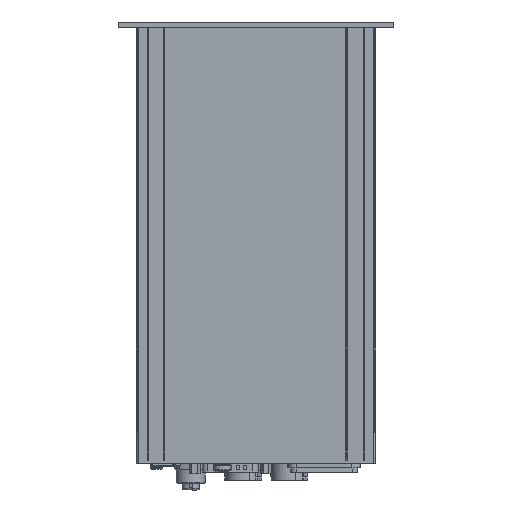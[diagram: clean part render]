
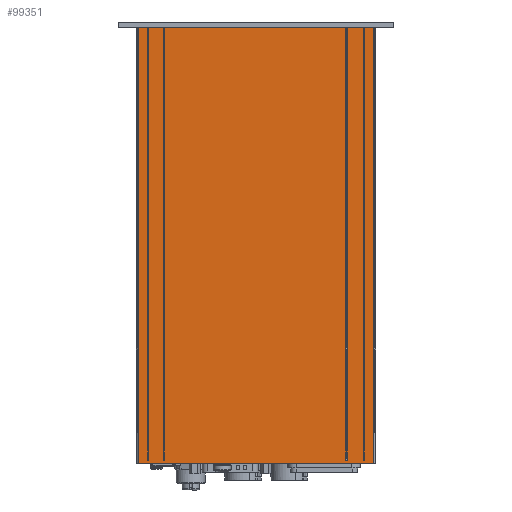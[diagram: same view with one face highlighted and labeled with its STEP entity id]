
A CAD part, left-side view. The second image highlights one B-rep face of the part: STEP entity #99351.
In plain terms, the highlighted planar face has unit normal (-1, 0, 0).
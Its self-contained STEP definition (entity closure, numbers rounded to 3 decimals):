
#2606=LINE('',#135427,#12515);
#2610=LINE('',#135435,#12519);
#2614=LINE('',#135443,#12523);
#3486=LINE('',#137642,#13395);
#3574=LINE('',#137838,#13483);
#3589=LINE('',#137883,#13498);
#3591=LINE('',#137886,#13500);
#3593=LINE('',#137889,#13502);
#3607=LINE('',#137909,#13516);
#3609=LINE('',#137912,#13518);
#3612=LINE('',#137918,#13521);
#3696=LINE('',#138362,#13605);
#3733=LINE('',#138486,#13642);
#4406=LINE('',#140380,#14315);
#6866=LINE('',#157310,#16775);
#6872=LINE('',#157322,#16781);
#8052=LINE('',#163482,#17961);
#8053=LINE('',#163483,#17962);
#8054=LINE('',#163484,#17963);
#8055=LINE('',#163485,#17964);
#12515=VECTOR('',#110260,202.);
#12519=VECTOR('',#110266,202.);
#12523=VECTOR('',#110272,203.5);
#13395=VECTOR('',#112232,202.);
#13483=VECTOR('',#112400,202.);
#13498=VECTOR('',#112433,84.85);
#13500=VECTOR('',#112435,7.6);
#13502=VECTOR('',#112437,4.3);
#13516=VECTOR('',#112451,4.3);
#13518=VECTOR('',#112453,6.75);
#13521=VECTOR('',#112458,202.);
#13605=VECTOR('',#112906,0.5);
#13642=VECTOR('',#112995,0.5);
#14315=VECTOR('',#114492,109.6);
#16775=VECTOR('',#120052,0.4);
#16781=VECTOR('',#120064,0.4);
#17961=VECTOR('',#123562,202.);
#17962=VECTOR('',#123563,203.5);
#17963=VECTOR('',#123564,202.);
#17964=VECTOR('',#123565,202.);
#26487=FACE_OUTER_BOUND('',#31688,.T.);
#31688=EDGE_LOOP('',(#76578,#76579,#76580,#76581,#76582,#76583,#76584,#76585,
#76586,#76587,#76588,#76589,#76590,#76591,#76592,#76593,#76594,#76595,#76596,
#76597));
#37575=VERTEX_POINT('',#135424);
#37576=VERTEX_POINT('',#135426);
#37578=VERTEX_POINT('',#135432);
#37579=VERTEX_POINT('',#135434);
#37581=VERTEX_POINT('',#135440);
#37582=VERTEX_POINT('',#135442);
#38266=VERTEX_POINT('',#137639);
#38267=VERTEX_POINT('',#137641);
#38322=VERTEX_POINT('',#137835);
#38323=VERTEX_POINT('',#137837);
#38344=VERTEX_POINT('',#137881);
#38345=VERTEX_POINT('',#137884);
#38346=VERTEX_POINT('',#137887);
#38352=VERTEX_POINT('',#137907);
#38353=VERTEX_POINT('',#137910);
#38355=VERTEX_POINT('',#137916);
#38546=VERTEX_POINT('',#138485);
#39055=VERTEX_POINT('',#140379);
#41469=VERTEX_POINT('',#157309);
#41472=VERTEX_POINT('',#157321);
#47157=EDGE_CURVE('',#37575,#37576,#2606,.T.);
#47161=EDGE_CURVE('',#37578,#37579,#2610,.T.);
#47165=EDGE_CURVE('',#37582,#37581,#2614,.T.);
#48224=EDGE_CURVE('',#38267,#38266,#3486,.T.);
#48318=EDGE_CURVE('',#38323,#38322,#3574,.T.);
#48341=EDGE_CURVE('',#38344,#38322,#3589,.T.);
#48343=EDGE_CURVE('',#38345,#37578,#3591,.T.);
#48345=EDGE_CURVE('',#38346,#37581,#3593,.T.);
#48359=EDGE_CURVE('',#38352,#38266,#3607,.T.);
#48361=EDGE_CURVE('',#38353,#37575,#3609,.T.);
#48364=EDGE_CURVE('',#38345,#38355,#3612,.T.);
#48554=EDGE_CURVE('',#38323,#38355,#3696,.T.);
#48617=EDGE_CURVE('',#38267,#38546,#3733,.T.);
#49434=EDGE_CURVE('',#39055,#37582,#4406,.T.);
#52961=EDGE_CURVE('',#37579,#41469,#6866,.T.);
#52967=EDGE_CURVE('',#37576,#41472,#6872,.T.);
#54822=EDGE_CURVE('',#38546,#38353,#8052,.T.);
#54823=EDGE_CURVE('',#38352,#39055,#8053,.T.);
#54824=EDGE_CURVE('',#38346,#41469,#8054,.T.);
#54825=EDGE_CURVE('',#38344,#41472,#8055,.T.);
#76578=ORIENTED_EDGE('',*,*,#47157,.F.);
#76579=ORIENTED_EDGE('',*,*,#48361,.F.);
#76580=ORIENTED_EDGE('',*,*,#54822,.F.);
#76581=ORIENTED_EDGE('',*,*,#48617,.F.);
#76582=ORIENTED_EDGE('',*,*,#48224,.T.);
#76583=ORIENTED_EDGE('',*,*,#48359,.F.);
#76584=ORIENTED_EDGE('',*,*,#54823,.T.);
#76585=ORIENTED_EDGE('',*,*,#49434,.T.);
#76586=ORIENTED_EDGE('',*,*,#47165,.T.);
#76587=ORIENTED_EDGE('',*,*,#48345,.F.);
#76588=ORIENTED_EDGE('',*,*,#54824,.T.);
#76589=ORIENTED_EDGE('',*,*,#52961,.F.);
#76590=ORIENTED_EDGE('',*,*,#47161,.F.);
#76591=ORIENTED_EDGE('',*,*,#48343,.F.);
#76592=ORIENTED_EDGE('',*,*,#48364,.T.);
#76593=ORIENTED_EDGE('',*,*,#48554,.F.);
#76594=ORIENTED_EDGE('',*,*,#48318,.T.);
#76595=ORIENTED_EDGE('',*,*,#48341,.F.);
#76596=ORIENTED_EDGE('',*,*,#54825,.T.);
#76597=ORIENTED_EDGE('',*,*,#52967,.F.);
#90657=PLANE('',#105794);
#99351=ADVANCED_FACE('',(#26487),#90657,.F.);
#105794=AXIS2_PLACEMENT_3D('',#163481,#123560,#123561);
#110260=DIRECTION('',(0.,0.,-1.));
#110266=DIRECTION('',(0.,0.,-1.));
#110272=DIRECTION('',(0.,0.,1.));
#112232=DIRECTION('',(0.,0.,1.));
#112400=DIRECTION('',(0.,0.,1.));
#112433=DIRECTION('',(0.,-1.,0.));
#112435=DIRECTION('',(0.,-1.,0.));
#112437=DIRECTION('',(0.,-1.,0.));
#112451=DIRECTION('',(0.,-1.,0.));
#112453=DIRECTION('',(0.,-1.,0.));
#112458=DIRECTION('',(0.,0.,-1.));
#112906=DIRECTION('',(0.,-1.,0.));
#112995=DIRECTION('',(0.,-1.,0.));
#114492=DIRECTION('',(0.,-1.,0.));
#120052=DIRECTION('',(0.,-1.,0.));
#120064=DIRECTION('',(0.,-1.,0.));
#123560=DIRECTION('center_axis',(1.,0.,0.));
#123561=DIRECTION('ref_axis',(0.,0.,-1.));
#123562=DIRECTION('',(0.,0.,1.));
#123563=DIRECTION('',(0.,0.,-1.));
#123564=DIRECTION('',(0.,0.,-1.));
#123565=DIRECTION('',(0.,0.,-1.));
#135424=CARTESIAN_POINT('',(-34.05,43.25,-2.5));
#135426=CARTESIAN_POINT('',(-34.05,43.25,-204.5));
#135427=CARTESIAN_POINT('',(-34.05,43.25,-2.5));
#135432=CARTESIAN_POINT('',(-34.05,-50.1,-2.5));
#135434=CARTESIAN_POINT('',(-34.05,-50.1,-204.5));
#135435=CARTESIAN_POINT('',(-34.05,-50.1,-2.5));
#135440=CARTESIAN_POINT('',(-34.05,-54.8,-2.5));
#135442=CARTESIAN_POINT('',(-34.05,-54.8,-206.));
#135443=CARTESIAN_POINT('',(-34.05,-54.8,-206.));
#137639=CARTESIAN_POINT('',(-34.05,50.5,-2.5));
#137641=CARTESIAN_POINT('',(-34.05,50.5,-204.5));
#137642=CARTESIAN_POINT('',(-34.05,50.5,-204.5));
#137835=CARTESIAN_POINT('',(-34.05,-42.,-2.5));
#137837=CARTESIAN_POINT('',(-34.05,-42.,-204.5));
#137838=CARTESIAN_POINT('',(-34.05,-42.,-204.5));
#137881=CARTESIAN_POINT('',(-34.05,42.85,-2.5));
#137883=CARTESIAN_POINT('',(-34.05,-21.021,-2.5));
#137884=CARTESIAN_POINT('',(-34.05,-42.5,-2.5));
#137886=CARTESIAN_POINT('',(-34.05,-21.171,-2.5));
#137887=CARTESIAN_POINT('',(-34.05,-50.5,-2.5));
#137889=CARTESIAN_POINT('',(-34.05,-21.171,-2.5));
#137907=CARTESIAN_POINT('',(-34.05,54.8,-2.5));
#137909=CARTESIAN_POINT('',(-34.05,25.129,-2.5));
#137910=CARTESIAN_POINT('',(-34.05,50.,-2.5));
#137912=CARTESIAN_POINT('',(-34.05,-21.021,-2.5));
#137916=CARTESIAN_POINT('',(-34.05,-42.5,-204.5));
#137918=CARTESIAN_POINT('',(-34.05,-42.5,-2.5));
#138362=CARTESIAN_POINT('',(-34.05,54.8,-204.5));
#138485=CARTESIAN_POINT('',(-34.05,50.,-204.5));
#138486=CARTESIAN_POINT('',(-34.05,54.8,-204.5));
#140379=CARTESIAN_POINT('',(-34.05,54.8,-206.));
#140380=CARTESIAN_POINT('',(-34.05,54.8,-206.));
#157309=CARTESIAN_POINT('',(-34.05,-50.5,-204.5));
#157310=CARTESIAN_POINT('',(-34.05,54.8,-204.5));
#157321=CARTESIAN_POINT('',(-34.05,42.85,-204.5));
#157322=CARTESIAN_POINT('',(-34.05,54.8,-204.5));
#163481=CARTESIAN_POINT('Origin',(-34.05,-42.,-204.5));
#163482=CARTESIAN_POINT('',(-34.05,50.,-204.5));
#163483=CARTESIAN_POINT('',(-34.05,54.8,-204.5));
#163484=CARTESIAN_POINT('',(-34.05,-50.5,-2.5));
#163485=CARTESIAN_POINT('',(-34.05,42.85,-2.5));
